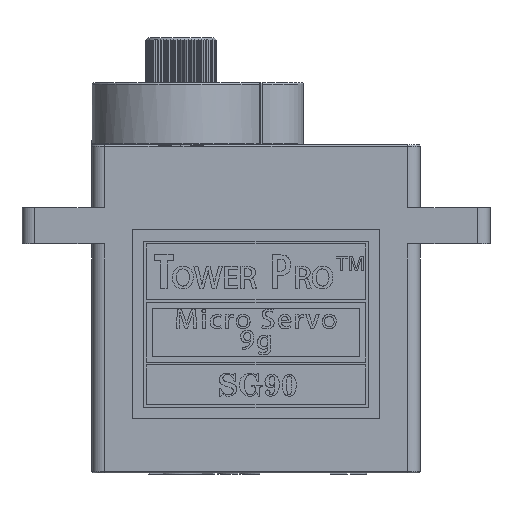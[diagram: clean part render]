
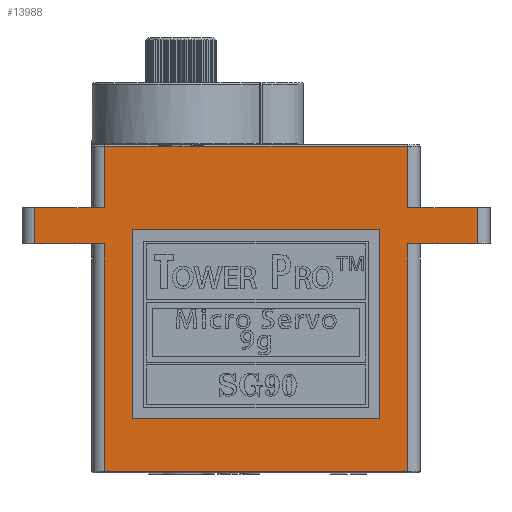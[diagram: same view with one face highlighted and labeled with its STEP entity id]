
A CAD part, front view. The second image highlights one B-rep face of the part: STEP entity #13988.
In plain terms, the highlighted planar face has unit normal (0, -1, 0).
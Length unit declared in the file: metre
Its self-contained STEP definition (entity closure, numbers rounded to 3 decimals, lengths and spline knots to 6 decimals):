
#303=B_SPLINE_CURVE_WITH_KNOTS('',3,(#22018,#22019,#22020,#22021),
 .UNSPECIFIED.,.F.,.F.,(4,4),(0.,1.),.UNSPECIFIED.);
#305=B_SPLINE_CURVE_WITH_KNOTS('',3,(#22078,#22079,#22080,#22081),
 .UNSPECIFIED.,.F.,.F.,(4,4),(0.,1.),.UNSPECIFIED.);
#855=PLANE('',#14835);
#1344=LINE('',#19983,#2584);
#1599=LINE('',#20960,#2839);
#1616=LINE('',#20997,#2856);
#1653=LINE('',#21399,#2893);
#1656=LINE('',#21426,#2896);
#1697=LINE('',#22651,#2937);
#1700=LINE('',#22659,#2940);
#1709=LINE('',#22684,#2949);
#1720=LINE('',#22717,#2960);
#1721=LINE('',#22721,#2961);
#1723=LINE('',#22726,#2963);
#1727=LINE('',#22735,#2967);
#1729=LINE('',#22738,#2969);
#1731=LINE('',#22741,#2971);
#1732=LINE('',#22744,#2972);
#1733=LINE('',#22746,#2973);
#1734=LINE('',#22748,#2974);
#2584=VECTOR('',#16155,1.);
#2839=VECTOR('',#16710,1.);
#2856=VECTOR('',#16743,1.);
#2893=VECTOR('',#16950,1.);
#2896=VECTOR('',#16957,1.);
#2937=VECTOR('',#17110,1.);
#2940=VECTOR('',#17117,1.);
#2949=VECTOR('',#17144,1.);
#2960=VECTOR('',#17175,1.);
#2961=VECTOR('',#17180,1.);
#2963=VECTOR('',#17186,1.);
#2967=VECTOR('',#17200,1.);
#2969=VECTOR('',#17204,1.);
#2971=VECTOR('',#17208,1.);
#2972=VECTOR('',#17209,1.);
#2973=VECTOR('',#17210,1.);
#2974=VECTOR('',#17211,1.);
#5560=ORIENTED_EDGE('',*,*,#8828,.F.);
#5561=ORIENTED_EDGE('',*,*,#8783,.T.);
#5562=ORIENTED_EDGE('',*,*,#8887,.T.);
#5563=ORIENTED_EDGE('',*,*,#8925,.F.);
#5564=ORIENTED_EDGE('',*,*,#8922,.T.);
#5565=ORIENTED_EDGE('',*,*,#8929,.T.);
#5566=ORIENTED_EDGE('',*,*,#8687,.F.);
#5567=ORIENTED_EDGE('',*,*,#8355,.T.);
#5568=ORIENTED_EDGE('',*,*,#8667,.T.);
#5569=ORIENTED_EDGE('',*,*,#8931,.T.);
#5570=ORIENTED_EDGE('',*,*,#8920,.F.);
#5571=ORIENTED_EDGE('',*,*,#8904,.F.);
#5572=ORIENTED_EDGE('',*,*,#8891,.F.);
#5573=ORIENTED_EDGE('',*,*,#8791,.T.);
#5574=ORIENTED_EDGE('',*,*,#8826,.F.);
#5575=ORIENTED_EDGE('',*,*,#8933,.F.);
#5576=ORIENTED_EDGE('',*,*,#8934,.F.);
#5577=ORIENTED_EDGE('',*,*,#8935,.F.);
#5578=ORIENTED_EDGE('',*,*,#8936,.F.);
#8355=EDGE_CURVE('',#10311,#10309,#1344,.F.);
#8667=EDGE_CURVE('',#10309,#10537,#1599,.T.);
#8687=EDGE_CURVE('',#10311,#10549,#1616,.T.);
#8783=EDGE_CURVE('',#10605,#10604,#1653,.T.);
#8791=EDGE_CURVE('',#10607,#10610,#1656,.T.);
#8826=EDGE_CURVE('',#10626,#10610,#303,.T.);
#8828=EDGE_CURVE('',#10605,#10626,#305,.T.);
#8887=EDGE_CURVE('',#10604,#10663,#1697,.T.);
#8891=EDGE_CURVE('',#10607,#10666,#1700,.T.);
#8904=EDGE_CURVE('',#10666,#10673,#1709,.T.);
#8920=EDGE_CURVE('',#10673,#10684,#1720,.T.);
#8922=EDGE_CURVE('',#10686,#10685,#1721,.T.);
#8925=EDGE_CURVE('',#10686,#10663,#1723,.T.);
#8929=EDGE_CURVE('',#10685,#10549,#1727,.T.);
#8931=EDGE_CURVE('',#10537,#10684,#1729,.T.);
#8933=EDGE_CURVE('',#10687,#10688,#1731,.T.);
#8934=EDGE_CURVE('',#10689,#10687,#1732,.T.);
#8935=EDGE_CURVE('',#10690,#10689,#1733,.T.);
#8936=EDGE_CURVE('',#10688,#10690,#1734,.T.);
#10309=VERTEX_POINT('',#19974);
#10311=VERTEX_POINT('',#19980);
#10537=VERTEX_POINT('',#20961);
#10549=VERTEX_POINT('',#20998);
#10604=VERTEX_POINT('',#21398);
#10605=VERTEX_POINT('',#21400);
#10607=VERTEX_POINT('',#21413);
#10610=VERTEX_POINT('',#21425);
#10626=VERTEX_POINT('',#22017);
#10663=VERTEX_POINT('',#22652);
#10666=VERTEX_POINT('',#22660);
#10673=VERTEX_POINT('',#22685);
#10684=VERTEX_POINT('',#22716);
#10685=VERTEX_POINT('',#22720);
#10686=VERTEX_POINT('',#22722);
#10687=VERTEX_POINT('',#22742);
#10688=VERTEX_POINT('',#22743);
#10689=VERTEX_POINT('',#22745);
#10690=VERTEX_POINT('',#22747);
#12436=EDGE_LOOP('',(#5560,#5561,#5562,#5563,#5564,#5565,#5566,#5567,#5568,
#5569,#5570,#5571,#5572,#5573,#5574));
#12437=EDGE_LOOP('',(#5575,#5576,#5577,#5578));
#13171=FACE_BOUND('',#12436,.T.);
#13172=FACE_BOUND('',#12437,.T.);
#13988=ADVANCED_FACE('',(#13171,#13172),#855,.F.);
#14835=AXIS2_PLACEMENT_3D('',#22740,#17206,#17207);
#16155=DIRECTION('',(-1.,0.,0.));
#16710=DIRECTION('',(0.,0.,1.));
#16743=DIRECTION('',(0.,0.,1.));
#16950=DIRECTION('',(-1.,0.,0.));
#16957=DIRECTION('',(-1.,0.,0.));
#17110=DIRECTION('',(0.,0.,-1.));
#17117=DIRECTION('',(0.,0.,-1.));
#17144=DIRECTION('',(1.,0.,0.));
#17175=DIRECTION('',(0.,0.,-1.));
#17180=DIRECTION('',(0.,0.,-1.));
#17186=DIRECTION('',(1.,0.,0.));
#17200=DIRECTION('',(1.,0.,0.));
#17204=DIRECTION('',(1.,0.,0.));
#17206=DIRECTION('',(0.,1.,0.));
#17207=DIRECTION('',(-1.,0.,0.));
#17208=DIRECTION('',(-1.,0.,0.));
#17209=DIRECTION('',(0.,0.,1.));
#17210=DIRECTION('',(1.,0.,0.));
#17211=DIRECTION('',(0.,0.,-1.));
#19974=CARTESIAN_POINT('',(0.0104,-0.0061,-0.01045));
#19980=CARTESIAN_POINT('',(-0.0104,-0.0061,-0.01045));
#19983=CARTESIAN_POINT('',(0.0104,-0.0061,-0.01045));
#20960=CARTESIAN_POINT('',(0.0104,-0.0061,-0.01055));
#20961=CARTESIAN_POINT('',(0.0104,-0.0061,0.00515));
#20997=CARTESIAN_POINT('',(-0.0104,-0.0061,-0.01055));
#20998=CARTESIAN_POINT('',(-0.0104,-0.0061,0.00515));
#21398=CARTESIAN_POINT('',(-0.0104,-0.0061,0.01185));
#21399=CARTESIAN_POINT('',(-0.0152,-0.0061,0.01185));
#21400=CARTESIAN_POINT('',(-0.006712,-0.0061,0.01185));
#21413=CARTESIAN_POINT('',(0.0104,-0.0061,0.01185));
#21425=CARTESIAN_POINT('',(-0.003588,-0.0061,0.01185));
#21426=CARTESIAN_POINT('',(-0.0152,-0.0061,0.01185));
#22017=CARTESIAN_POINT('',(-0.00515,-0.0061,0.01185));
#22018=CARTESIAN_POINT('',(-0.00515,-0.0061,0.01185));
#22019=CARTESIAN_POINT('',(-0.004629,-0.0061,0.01185));
#22020=CARTESIAN_POINT('',(-0.004109,-0.0061,0.01185));
#22021=CARTESIAN_POINT('',(-0.003588,-0.0061,0.01185));
#22078=CARTESIAN_POINT('',(-0.006712,-0.0061,0.01185));
#22079=CARTESIAN_POINT('',(-0.006191,-0.0061,0.01185));
#22080=CARTESIAN_POINT('',(-0.005671,-0.0061,0.01185));
#22081=CARTESIAN_POINT('',(-0.00515,-0.0061,0.01185));
#22651=CARTESIAN_POINT('',(-0.0104,-0.0061,0.060045));
#22652=CARTESIAN_POINT('',(-0.0104,-0.0061,0.00765));
#22659=CARTESIAN_POINT('',(0.0104,-0.0061,0.060045));
#22660=CARTESIAN_POINT('',(0.0104,-0.0061,0.00765));
#22684=CARTESIAN_POINT('',(-0.0152,-0.0061,0.00765));
#22685=CARTESIAN_POINT('',(0.0152,-0.0061,0.00765));
#22716=CARTESIAN_POINT('',(0.0152,-0.0061,0.00515));
#22717=CARTESIAN_POINT('',(0.0152,-0.0061,0.00765));
#22720=CARTESIAN_POINT('',(-0.0152,-0.0061,0.00515));
#22721=CARTESIAN_POINT('',(-0.0152,-0.0061,0.00765));
#22722=CARTESIAN_POINT('',(-0.0152,-0.0061,0.00765));
#22726=CARTESIAN_POINT('',(-0.0152,-0.0061,0.00765));
#22735=CARTESIAN_POINT('',(-0.0152,-0.0061,0.00515));
#22738=CARTESIAN_POINT('',(-0.0152,-0.0061,0.00515));
#22740=CARTESIAN_POINT('',(-0.0152,-0.0061,0.00765));
#22741=CARTESIAN_POINT('',(-0.0085,-0.0061,0.00615));
#22742=CARTESIAN_POINT('',(0.0085,-0.0061,0.00615));
#22743=CARTESIAN_POINT('',(-0.0085,-0.0061,0.00615));
#22744=CARTESIAN_POINT('',(0.0085,-0.0061,0.00615));
#22745=CARTESIAN_POINT('',(0.0085,-0.0061,-0.00685));
#22746=CARTESIAN_POINT('',(-0.0085,-0.0061,-0.00685));
#22747=CARTESIAN_POINT('',(-0.0085,-0.0061,-0.00685));
#22748=CARTESIAN_POINT('',(-0.0085,-0.0061,0.00615));
